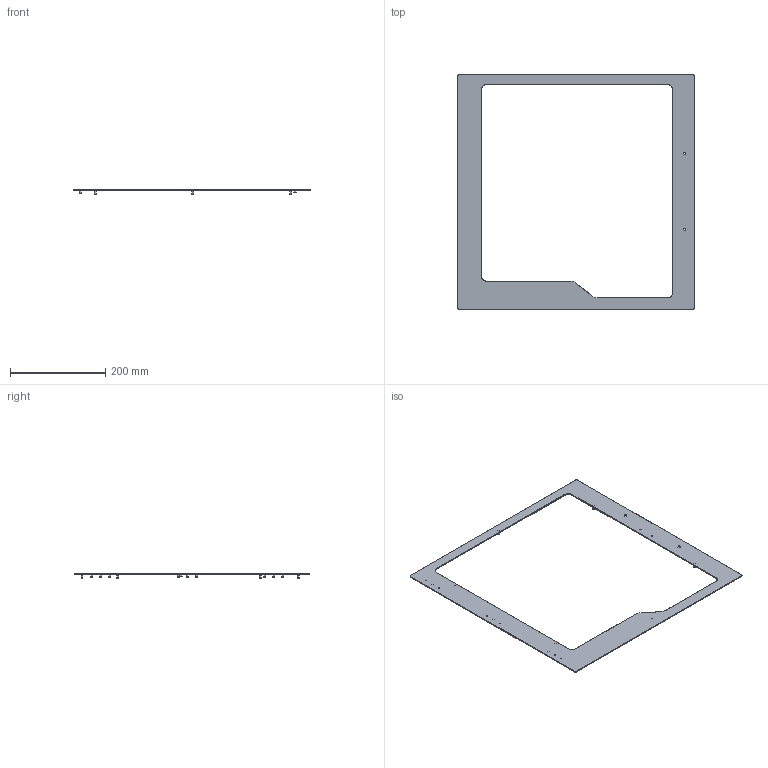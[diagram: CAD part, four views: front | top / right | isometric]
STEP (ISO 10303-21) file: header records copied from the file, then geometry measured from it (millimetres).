
FILE_DESCRIPTION (( 'STEP AP203' ), '1' );
FILE_NAME ('藷啣V1.STEP', '2022-09-27T06:08:10', ( '' ), ( '' ), 'SwSTEP 2.0', 'SolidWorks 2016', '' );
FILE_SCHEMA (( 'CONFIG_CONTROL_DESIGN' ));
Length unit declared in the file: millimetre
Products named in the file (1): 藷啣V1
Bounding box: 498 x 494 x 10 mm (x, y, z)
Volume: 148011.4 mm3; surface area: 154653.7 mm2
Topology: 1 solids, 1 shells, 111 faces, 242 edges, 152 vertices
Faces by surface type: cylinder 48, plane 45, cone 18
Entity records: 3139 total; most frequent: DIRECTION 584, CARTESIAN_POINT 506, ORIENTED_EDGE 484, EDGE_CURVE 242, AXIS2_PLACEMENT_3D 230, VERTEX_POINT 152, EDGE_LOOP 136, LINE 124
